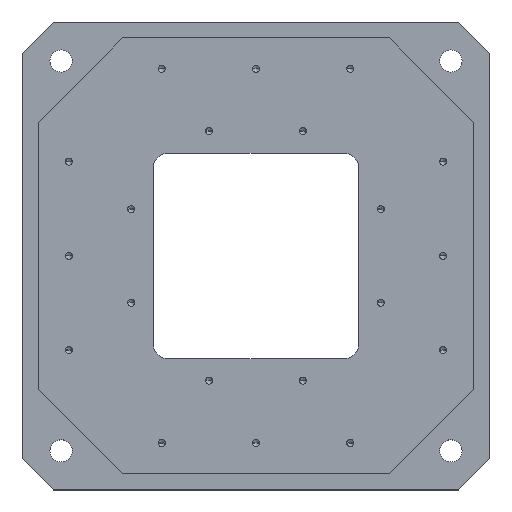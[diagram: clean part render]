
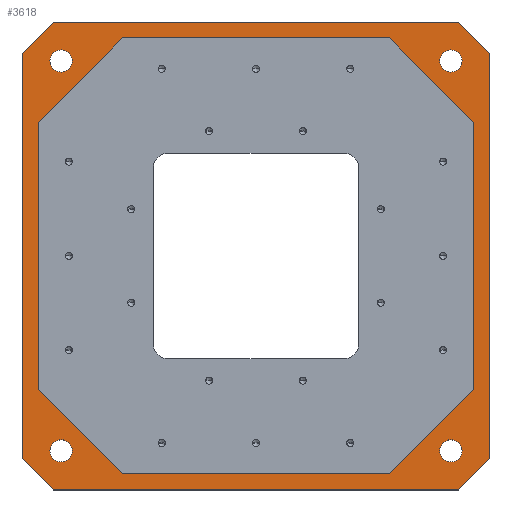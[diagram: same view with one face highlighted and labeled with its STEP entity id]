
A CAD part, top view. The second image highlights one B-rep face of the part: STEP entity #3618.
In plain terms, the highlighted planar face has unit normal (0, 0, 1).
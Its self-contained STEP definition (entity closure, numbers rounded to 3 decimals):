
#1729=CARTESIAN_POINT('',(-18.243,-496.802,-408.57));
#1730=VERTEX_POINT('',#1729);
#1739=CARTESIAN_POINT('',(-25.38,-496.802,-408.57));
#1740=VERTEX_POINT('',#1739);
#1741=CARTESIAN_POINT('',(-21.812,-496.802,-408.57));
#1742=DIRECTION('',(0.0,0.0,-1.0));
#1743=DIRECTION('',(1.0,0.0,0.0));
#1744=AXIS2_PLACEMENT_3D('',#1741,#1742,#1743);
#1745=CIRCLE('',#1744,3.569);
#1746=EDGE_CURVE('',#1740,#1730,#1745,.T.);
#1813=CARTESIAN_POINT('',(106.757,-496.802,-408.57));
#1814=VERTEX_POINT('',#1813);
#1823=CARTESIAN_POINT('',(99.62,-496.802,-408.57));
#1824=VERTEX_POINT('',#1823);
#1825=CARTESIAN_POINT('',(103.188,-496.802,-408.57));
#1826=DIRECTION('',(0.0,0.0,-1.0));
#1827=DIRECTION('',(1.0,0.0,0.0));
#1828=AXIS2_PLACEMENT_3D('',#1825,#1826,#1827);
#1829=CIRCLE('',#1828,3.569);
#1830=EDGE_CURVE('',#1824,#1814,#1829,.T.);
#1897=CARTESIAN_POINT('',(-18.243,-371.802,-408.57));
#1898=VERTEX_POINT('',#1897);
#1907=CARTESIAN_POINT('',(-25.38,-371.802,-408.57));
#1908=VERTEX_POINT('',#1907);
#1909=CARTESIAN_POINT('',(-21.812,-371.802,-408.57));
#1910=DIRECTION('',(0.0,0.0,-1.0));
#1911=DIRECTION('',(1.0,0.0,0.0));
#1912=AXIS2_PLACEMENT_3D('',#1909,#1910,#1911);
#1913=CIRCLE('',#1912,3.569);
#1914=EDGE_CURVE('',#1908,#1898,#1913,.T.);
#1981=CARTESIAN_POINT('',(106.757,-371.802,-408.57));
#1982=VERTEX_POINT('',#1981);
#1991=CARTESIAN_POINT('',(99.62,-371.802,-408.57));
#1992=VERTEX_POINT('',#1991);
#1993=CARTESIAN_POINT('',(103.188,-371.802,-408.57));
#1994=DIRECTION('',(0.0,0.0,-1.0));
#1995=DIRECTION('',(1.0,0.0,0.0));
#1996=AXIS2_PLACEMENT_3D('',#1993,#1994,#1995);
#1997=CIRCLE('',#1996,3.569);
#1998=EDGE_CURVE('',#1992,#1982,#1997,.T.);
#2112=CARTESIAN_POINT('',(103.188,-371.802,-408.57));
#2113=DIRECTION('',(0.0,0.0,-1.0));
#2114=DIRECTION('',(1.0,0.0,0.0));
#2115=AXIS2_PLACEMENT_3D('',#2112,#2113,#2114);
#2116=CIRCLE('',#2115,3.569);
#2117=EDGE_CURVE('',#1982,#1992,#2116,.T.);
#2174=CARTESIAN_POINT('',(-21.812,-371.802,-408.57));
#2175=DIRECTION('',(0.0,0.0,-1.0));
#2176=DIRECTION('',(1.0,0.0,0.0));
#2177=AXIS2_PLACEMENT_3D('',#2174,#2175,#2176);
#2178=CIRCLE('',#2177,3.569);
#2179=EDGE_CURVE('',#1898,#1908,#2178,.T.);
#2236=CARTESIAN_POINT('',(103.188,-496.802,-408.57));
#2237=DIRECTION('',(0.0,0.0,-1.0));
#2238=DIRECTION('',(1.0,0.0,0.0));
#2239=AXIS2_PLACEMENT_3D('',#2236,#2237,#2238);
#2240=CIRCLE('',#2239,3.569);
#2241=EDGE_CURVE('',#1814,#1824,#2240,.T.);
#2298=CARTESIAN_POINT('',(-21.812,-496.802,-408.57));
#2299=DIRECTION('',(0.0,0.0,-1.0));
#2300=DIRECTION('',(1.0,0.0,0.0));
#2301=AXIS2_PLACEMENT_3D('',#2298,#2299,#2300);
#2302=CIRCLE('',#2301,3.569);
#2303=EDGE_CURVE('',#1730,#1740,#2302,.T.);
#3123=CARTESIAN_POINT('',(-2.181,-364.421,-408.57));
#3124=VERTEX_POINT('',#3123);
#3131=CARTESIAN_POINT('',(-29.181,-391.472,-408.57));
#3132=VERTEX_POINT('',#3131);
#3133=CARTESIAN_POINT('',(-29.181,-391.472,-408.57));
#3134=DIRECTION('',(0.706,0.708,0.0));
#3135=VECTOR('',#3134,38.22);
#3136=LINE('',#3133,#3135);
#3137=EDGE_CURVE('',#3132,#3124,#3136,.T.);
#3161=CARTESIAN_POINT('',(83.57,-364.421,-408.57));
#3162=VERTEX_POINT('',#3161);
#3169=CARTESIAN_POINT('',(-2.181,-364.421,-408.57));
#3170=DIRECTION('',(1.0,0.0,0.0));
#3171=VECTOR('',#3170,85.75);
#3172=LINE('',#3169,#3171);
#3173=EDGE_CURVE('',#3124,#3162,#3172,.T.);
#3192=CARTESIAN_POINT('',(110.57,-391.472,-408.57));
#3193=VERTEX_POINT('',#3192);
#3200=CARTESIAN_POINT('',(83.57,-364.421,-408.57));
#3201=DIRECTION('',(0.706,-0.708,0.0));
#3202=VECTOR('',#3201,38.22);
#3203=LINE('',#3200,#3202);
#3204=EDGE_CURVE('',#3162,#3193,#3203,.T.);
#3223=CARTESIAN_POINT('',(110.57,-477.121,-408.57));
#3224=VERTEX_POINT('',#3223);
#3231=CARTESIAN_POINT('',(110.57,-391.472,-408.57));
#3232=DIRECTION('',(0.0,-1.0,0.0));
#3233=VECTOR('',#3232,85.649);
#3234=LINE('',#3231,#3233);
#3235=EDGE_CURVE('',#3193,#3224,#3234,.T.);
#3254=CARTESIAN_POINT('',(83.57,-504.172,-408.57));
#3255=VERTEX_POINT('',#3254);
#3262=CARTESIAN_POINT('',(110.57,-477.121,-408.57));
#3263=DIRECTION('',(-0.706,-0.708,0.0));
#3264=VECTOR('',#3263,38.22);
#3265=LINE('',#3262,#3264);
#3266=EDGE_CURVE('',#3224,#3255,#3265,.T.);
#3285=CARTESIAN_POINT('',(-2.181,-504.172,-408.57));
#3286=VERTEX_POINT('',#3285);
#3293=CARTESIAN_POINT('',(83.57,-504.172,-408.57));
#3294=DIRECTION('',(-1.0,0.0,0.0));
#3295=VECTOR('',#3294,85.75);
#3296=LINE('',#3293,#3295);
#3297=EDGE_CURVE('',#3255,#3286,#3296,.T.);
#3316=CARTESIAN_POINT('',(-29.181,-477.121,-408.57));
#3317=VERTEX_POINT('',#3316);
#3324=CARTESIAN_POINT('',(-2.181,-504.172,-408.57));
#3325=DIRECTION('',(-0.706,0.708,0.0));
#3326=VECTOR('',#3325,38.22);
#3327=LINE('',#3324,#3326);
#3328=EDGE_CURVE('',#3286,#3317,#3327,.T.);
#3346=CARTESIAN_POINT('',(-29.181,-477.121,-408.57));
#3347=DIRECTION('',(0.0,1.0,0.0));
#3348=VECTOR('',#3347,85.649);
#3349=LINE('',#3346,#3348);
#3350=EDGE_CURVE('',#3317,#3132,#3349,.T.);
#3481=CARTESIAN_POINT('',(115.688,-499.295,-408.57));
#3482=VERTEX_POINT('',#3481);
#3489=CARTESIAN_POINT('',(105.681,-509.302,-408.57));
#3490=VERTEX_POINT('',#3489);
#3491=CARTESIAN_POINT('',(115.688,-499.295,-408.57));
#3492=DIRECTION('',(-0.707,-0.707,0.0));
#3493=VECTOR('',#3492,14.153);
#3494=LINE('',#3491,#3493);
#3495=EDGE_CURVE('',#3482,#3490,#3494,.T.);
#3512=CARTESIAN_POINT('',(-24.304,-509.302,-408.57));
#3513=VERTEX_POINT('',#3512);
#3514=CARTESIAN_POINT('',(105.681,-509.302,-408.57));
#3515=DIRECTION('',(-1.0,0.0,0.0));
#3516=VECTOR('',#3515,129.985);
#3517=LINE('',#3514,#3516);
#3518=EDGE_CURVE('',#3490,#3513,#3517,.T.);
#3537=CARTESIAN_POINT('',(40.682,-434.309,-408.57));
#3538=DIRECTION('',(0.0,0.0,1.0));
#3539=DIRECTION('',(1.0,0.0,0.0));
#3540=AXIS2_PLACEMENT_3D('',#3537,#3538,#3539);
#3541=PLANE('',#3540);
#3542=ORIENTED_EDGE('',*,*,#3495,.F.);
#3543=CARTESIAN_POINT('',(115.688,-369.31,-408.57));
#3544=VERTEX_POINT('',#3543);
#3545=CARTESIAN_POINT('',(115.688,-369.31,-408.57));
#3546=DIRECTION('',(0.0,-1.0,0.0));
#3547=VECTOR('',#3546,129.985);
#3548=LINE('',#3545,#3547);
#3549=EDGE_CURVE('',#3544,#3482,#3548,.T.);
#3550=ORIENTED_EDGE('',*,*,#3549,.F.);
#3551=CARTESIAN_POINT('',(105.681,-359.302,-408.57));
#3552=VERTEX_POINT('',#3551);
#3553=CARTESIAN_POINT('',(105.681,-359.302,-408.57));
#3554=DIRECTION('',(0.707,-0.707,0.0));
#3555=VECTOR('',#3554,14.153);
#3556=LINE('',#3553,#3555);
#3557=EDGE_CURVE('',#3552,#3544,#3556,.T.);
#3558=ORIENTED_EDGE('',*,*,#3557,.F.);
#3559=CARTESIAN_POINT('',(-24.304,-359.302,-408.57));
#3560=VERTEX_POINT('',#3559);
#3561=CARTESIAN_POINT('',(-24.304,-359.302,-408.57));
#3562=DIRECTION('',(1.0,0.0,0.0));
#3563=VECTOR('',#3562,129.985);
#3564=LINE('',#3561,#3563);
#3565=EDGE_CURVE('',#3560,#3552,#3564,.T.);
#3566=ORIENTED_EDGE('',*,*,#3565,.F.);
#3567=CARTESIAN_POINT('',(-34.312,-369.31,-408.57));
#3568=VERTEX_POINT('',#3567);
#3569=CARTESIAN_POINT('',(-34.312,-369.31,-408.57));
#3570=DIRECTION('',(0.707,0.707,0.0));
#3571=VECTOR('',#3570,14.153);
#3572=LINE('',#3569,#3571);
#3573=EDGE_CURVE('',#3568,#3560,#3572,.T.);
#3574=ORIENTED_EDGE('',*,*,#3573,.F.);
#3575=CARTESIAN_POINT('',(-34.312,-499.295,-408.57));
#3576=VERTEX_POINT('',#3575);
#3577=CARTESIAN_POINT('',(-34.312,-499.295,-408.57));
#3578=DIRECTION('',(0.0,1.0,0.0));
#3579=VECTOR('',#3578,129.985);
#3580=LINE('',#3577,#3579);
#3581=EDGE_CURVE('',#3576,#3568,#3580,.T.);
#3582=ORIENTED_EDGE('',*,*,#3581,.F.);
#3583=CARTESIAN_POINT('',(-24.304,-509.302,-408.57));
#3584=DIRECTION('',(-0.707,0.707,0.0));
#3585=VECTOR('',#3584,14.153);
#3586=LINE('',#3583,#3585);
#3587=EDGE_CURVE('',#3513,#3576,#3586,.T.);
#3588=ORIENTED_EDGE('',*,*,#3587,.F.);
#3589=ORIENTED_EDGE('',*,*,#3518,.F.);
#3590=EDGE_LOOP('',(#3542,#3550,#3558,#3566,#3574,#3582,#3588,#3589));
#3591=FACE_OUTER_BOUND('',#3590,.T.);
#3592=ORIENTED_EDGE('',*,*,#1998,.T.);
#3593=ORIENTED_EDGE('',*,*,#2117,.T.);
#3594=EDGE_LOOP('',(#3592,#3593));
#3595=FACE_BOUND('',#3594,.T.);
#3596=ORIENTED_EDGE('',*,*,#1914,.T.);
#3597=ORIENTED_EDGE('',*,*,#2179,.T.);
#3598=EDGE_LOOP('',(#3596,#3597));
#3599=FACE_BOUND('',#3598,.T.);
#3600=ORIENTED_EDGE('',*,*,#1830,.T.);
#3601=ORIENTED_EDGE('',*,*,#2241,.T.);
#3602=EDGE_LOOP('',(#3600,#3601));
#3603=FACE_BOUND('',#3602,.T.);
#3604=ORIENTED_EDGE('',*,*,#1746,.T.);
#3605=ORIENTED_EDGE('',*,*,#2303,.T.);
#3606=EDGE_LOOP('',(#3604,#3605));
#3607=FACE_BOUND('',#3606,.T.);
#3608=ORIENTED_EDGE('',*,*,#3137,.T.);
#3609=ORIENTED_EDGE('',*,*,#3173,.T.);
#3610=ORIENTED_EDGE('',*,*,#3204,.T.);
#3611=ORIENTED_EDGE('',*,*,#3235,.T.);
#3612=ORIENTED_EDGE('',*,*,#3266,.T.);
#3613=ORIENTED_EDGE('',*,*,#3297,.T.);
#3614=ORIENTED_EDGE('',*,*,#3328,.T.);
#3615=ORIENTED_EDGE('',*,*,#3350,.T.);
#3616=EDGE_LOOP('',(#3608,#3609,#3610,#3611,#3612,#3613,#3614,#3615));
#3617=FACE_BOUND('',#3616,.T.);
#3618=ADVANCED_FACE('',(#3591,#3595,#3599,#3603,#3607,#3617),#3541,.T.);
